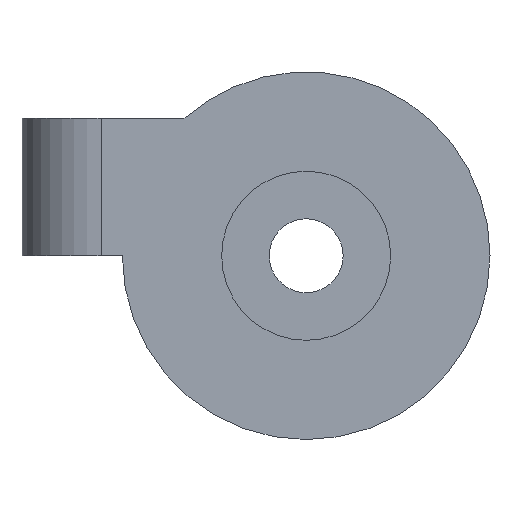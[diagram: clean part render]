
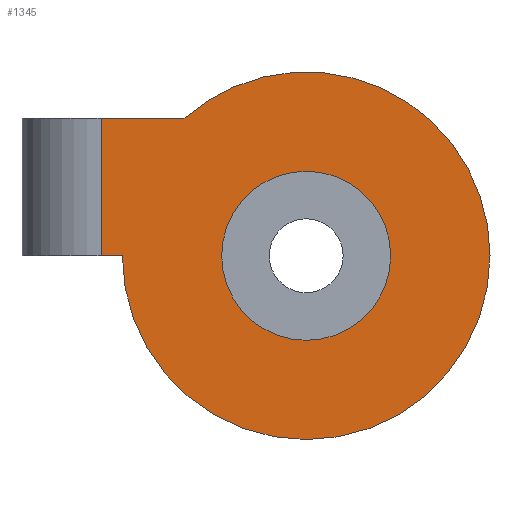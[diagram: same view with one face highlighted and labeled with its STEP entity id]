
A CAD part, front view. The second image highlights one B-rep face of the part: STEP entity #1345.
In plain terms, the highlighted planar face has unit normal (0, -1, 0).
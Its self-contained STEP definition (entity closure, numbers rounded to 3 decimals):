
#44 = PLANE('',#45);
#45 = AXIS2_PLACEMENT_3D('',#46,#47,#48);
#46 = CARTESIAN_POINT('',(132.132,-292.,54.5));
#47 = DIRECTION('',(0.,0.,1.));
#48 = DIRECTION('',(1.,0.,0.));
#323 = VERTEX_POINT('',#324);
#324 = CARTESIAN_POINT('',(138.435,-299.5,54.5));
#338 = CYLINDRICAL_SURFACE('',#339,17.4);
#339 = AXIS2_PLACEMENT_3D('',#340,#341,#342);
#340 = CARTESIAN_POINT('',(150.,-284.5,41.5));
#341 = DIRECTION('',(0.,1.,0.));
#342 = DIRECTION('',(1.,0.,0.));
#408 = VERTEX_POINT('',#409);
#409 = CARTESIAN_POINT('',(130.6,-299.5,54.5));
#424 = CYLINDRICAL_SURFACE('',#425,7.5);
#425 = AXIS2_PLACEMENT_3D('',#426,#427,#428);
#426 = CARTESIAN_POINT('',(130.6,-292.,41.5));
#427 = DIRECTION('',(0.,0.,-1.));
#428 = DIRECTION('',(1.,0.,0.));
#436 = EDGE_CURVE('',#323,#408,#437,.T.);
#437 = SURFACE_CURVE('',#438,(#442,#449),.PCURVE_S1.);
#438 = LINE('',#439,#440);
#439 = CARTESIAN_POINT('',(132.6,-299.5,54.5));
#440 = VECTOR('',#441,1.);
#441 = DIRECTION('',(-1.,0.,0.));
#442 = PCURVE('',#44,#443);
#443 = DEFINITIONAL_REPRESENTATION('',(#444),#448);
#444 = LINE('',#445,#446);
#445 = CARTESIAN_POINT('',(0.468,-7.5));
#446 = VECTOR('',#447,1.);
#447 = DIRECTION('',(-1.,0.));
#448 = ( GEOMETRIC_REPRESENTATION_CONTEXT(2) 
PARAMETRIC_REPRESENTATION_CONTEXT() REPRESENTATION_CONTEXT('2D SPACE',''
  ) );
#449 = PCURVE('',#450,#455);
#450 = PLANE('',#451);
#451 = AXIS2_PLACEMENT_3D('',#452,#453,#454);
#452 = CARTESIAN_POINT('',(148.242,-299.5,42.635));
#453 = DIRECTION('',(0.,-1.,0.));
#454 = DIRECTION('',(1.,0.,0.));
#455 = DEFINITIONAL_REPRESENTATION('',(#456),#460);
#456 = LINE('',#457,#458);
#457 = CARTESIAN_POINT('',(-15.642,11.865));
#458 = VECTOR('',#459,1.);
#459 = DIRECTION('',(-1.,0.));
#460 = ( GEOMETRIC_REPRESENTATION_CONTEXT(2) 
PARAMETRIC_REPRESENTATION_CONTEXT() REPRESENTATION_CONTEXT('2D SPACE',''
  ) );
#998 = VERTEX_POINT('',#999);
#999 = CARTESIAN_POINT('',(132.6,-299.5,41.5));
#1015 = PLANE('',#1016);
#1016 = AXIS2_PLACEMENT_3D('',#1017,#1018,#1019);
#1017 = CARTESIAN_POINT('',(131.924,-292.,41.5));
#1018 = DIRECTION('',(0.,0.,1.));
#1019 = DIRECTION('',(1.,0.,0.));
#1027 = EDGE_CURVE('',#1028,#998,#1030,.T.);
#1028 = VERTEX_POINT('',#1029);
#1029 = CARTESIAN_POINT('',(167.4,-299.5,41.5));
#1030 = SURFACE_CURVE('',#1031,(#1036,#1043),.PCURVE_S1.);
#1031 = CIRCLE('',#1032,17.4);
#1032 = AXIS2_PLACEMENT_3D('',#1033,#1034,#1035);
#1033 = CARTESIAN_POINT('',(150.,-299.5,41.5));
#1034 = DIRECTION('',(0.,1.,0.));
#1035 = DIRECTION('',(1.,0.,0.));
#1036 = PCURVE('',#338,#1037);
#1037 = DEFINITIONAL_REPRESENTATION('',(#1038),#1042);
#1038 = LINE('',#1039,#1040);
#1039 = CARTESIAN_POINT('',(-6.283,-15.));
#1040 = VECTOR('',#1041,1.);
#1041 = DIRECTION('',(1.,-0.));
#1042 = ( GEOMETRIC_REPRESENTATION_CONTEXT(2) 
PARAMETRIC_REPRESENTATION_CONTEXT() REPRESENTATION_CONTEXT('2D SPACE',''
  ) );
#1043 = PCURVE('',#450,#1044);
#1044 = DEFINITIONAL_REPRESENTATION('',(#1045),#1053);
#1045 = ( BOUNDED_CURVE() B_SPLINE_CURVE(2,(#1046,#1047,#1048,#1049,
#1050,#1051,#1052),.UNSPECIFIED.,.T.,.F.) B_SPLINE_CURVE_WITH_KNOTS((1,2
    ,2,2,2,1),(-2.094,0.,2.094,4.189,
6.283,8.378),.UNSPECIFIED.) CURVE() 
GEOMETRIC_REPRESENTATION_ITEM() RATIONAL_B_SPLINE_CURVE((1.,0.5,1.,0.5,
1.,0.5,1.)) REPRESENTATION_ITEM('') );
#1046 = CARTESIAN_POINT('',(19.158,-1.135));
#1047 = CARTESIAN_POINT('',(19.158,-31.273));
#1048 = CARTESIAN_POINT('',(-6.942,-16.204));
#1049 = CARTESIAN_POINT('',(-33.042,-1.135));
#1050 = CARTESIAN_POINT('',(-6.942,13.934));
#1051 = CARTESIAN_POINT('',(19.158,29.003));
#1052 = CARTESIAN_POINT('',(19.158,-1.135));
#1053 = ( GEOMETRIC_REPRESENTATION_CONTEXT(2) 
PARAMETRIC_REPRESENTATION_CONTEXT() REPRESENTATION_CONTEXT('2D SPACE',''
  ) );
#1055 = EDGE_CURVE('',#323,#1028,#1056,.T.);
#1056 = SURFACE_CURVE('',#1057,(#1062,#1069),.PCURVE_S1.);
#1057 = CIRCLE('',#1058,17.4);
#1058 = AXIS2_PLACEMENT_3D('',#1059,#1060,#1061);
#1059 = CARTESIAN_POINT('',(150.,-299.5,41.5));
#1060 = DIRECTION('',(0.,1.,0.));
#1061 = DIRECTION('',(1.,0.,0.));
#1062 = PCURVE('',#338,#1063);
#1063 = DEFINITIONAL_REPRESENTATION('',(#1064),#1068);
#1064 = LINE('',#1065,#1066);
#1065 = CARTESIAN_POINT('',(-12.566,-15.));
#1066 = VECTOR('',#1067,1.);
#1067 = DIRECTION('',(1.,-0.));
#1068 = ( GEOMETRIC_REPRESENTATION_CONTEXT(2) 
PARAMETRIC_REPRESENTATION_CONTEXT() REPRESENTATION_CONTEXT('2D SPACE',''
  ) );
#1069 = PCURVE('',#450,#1070);
#1070 = DEFINITIONAL_REPRESENTATION('',(#1071),#1079);
#1071 = ( BOUNDED_CURVE() B_SPLINE_CURVE(2,(#1072,#1073,#1074,#1075,
#1076,#1077,#1078),.UNSPECIFIED.,.T.,.F.) B_SPLINE_CURVE_WITH_KNOTS((1,2
    ,2,2,2,1),(-2.094,0.,2.094,4.189,
6.283,8.378),.UNSPECIFIED.) CURVE() 
GEOMETRIC_REPRESENTATION_ITEM() RATIONAL_B_SPLINE_CURVE((1.,0.5,1.,0.5,
1.,0.5,1.)) REPRESENTATION_ITEM('') );
#1072 = CARTESIAN_POINT('',(19.158,-1.135));
#1073 = CARTESIAN_POINT('',(19.158,-31.273));
#1074 = CARTESIAN_POINT('',(-6.942,-16.204));
#1075 = CARTESIAN_POINT('',(-33.042,-1.135));
#1076 = CARTESIAN_POINT('',(-6.942,13.934));
#1077 = CARTESIAN_POINT('',(19.158,29.003));
#1078 = CARTESIAN_POINT('',(19.158,-1.135));
#1079 = ( GEOMETRIC_REPRESENTATION_CONTEXT(2) 
PARAMETRIC_REPRESENTATION_CONTEXT() REPRESENTATION_CONTEXT('2D SPACE',''
  ) );
#1301 = EDGE_CURVE('',#1302,#408,#1304,.T.);
#1302 = VERTEX_POINT('',#1303);
#1303 = CARTESIAN_POINT('',(130.6,-299.5,41.5));
#1304 = SURFACE_CURVE('',#1305,(#1309,#1316),.PCURVE_S1.);
#1305 = LINE('',#1306,#1307);
#1306 = CARTESIAN_POINT('',(130.6,-299.5,41.5));
#1307 = VECTOR('',#1308,1.);
#1308 = DIRECTION('',(0.,0.,1.));
#1309 = PCURVE('',#424,#1310);
#1310 = DEFINITIONAL_REPRESENTATION('',(#1311),#1315);
#1311 = LINE('',#1312,#1313);
#1312 = CARTESIAN_POINT('',(-4.712,0.));
#1313 = VECTOR('',#1314,1.);
#1314 = DIRECTION('',(-0.,-1.));
#1315 = ( GEOMETRIC_REPRESENTATION_CONTEXT(2) 
PARAMETRIC_REPRESENTATION_CONTEXT() REPRESENTATION_CONTEXT('2D SPACE',''
  ) );
#1316 = PCURVE('',#450,#1317);
#1317 = DEFINITIONAL_REPRESENTATION('',(#1318),#1322);
#1318 = LINE('',#1319,#1320);
#1319 = CARTESIAN_POINT('',(-17.642,-1.135));
#1320 = VECTOR('',#1321,1.);
#1321 = DIRECTION('',(0.,1.));
#1322 = ( GEOMETRIC_REPRESENTATION_CONTEXT(2) 
PARAMETRIC_REPRESENTATION_CONTEXT() REPRESENTATION_CONTEXT('2D SPACE',''
  ) );
#1345 = ADVANCED_FACE('',(#1346,#1373),#450,.T.);
#1346 = FACE_BOUND('',#1347,.T.);
#1347 = EDGE_LOOP('',(#1348,#1349,#1370,#1371,#1372));
#1348 = ORIENTED_EDGE('',*,*,#1301,.F.);
#1349 = ORIENTED_EDGE('',*,*,#1350,.T.);
#1350 = EDGE_CURVE('',#1302,#998,#1351,.T.);
#1351 = SURFACE_CURVE('',#1352,(#1356,#1363),.PCURVE_S1.);
#1352 = LINE('',#1353,#1354);
#1353 = CARTESIAN_POINT('',(132.6,-299.5,41.5));
#1354 = VECTOR('',#1355,1.);
#1355 = DIRECTION('',(1.,0.,0.));
#1356 = PCURVE('',#450,#1357);
#1357 = DEFINITIONAL_REPRESENTATION('',(#1358),#1362);
#1358 = LINE('',#1359,#1360);
#1359 = CARTESIAN_POINT('',(-15.642,-1.135));
#1360 = VECTOR('',#1361,1.);
#1361 = DIRECTION('',(1.,0.));
#1362 = ( GEOMETRIC_REPRESENTATION_CONTEXT(2) 
PARAMETRIC_REPRESENTATION_CONTEXT() REPRESENTATION_CONTEXT('2D SPACE',''
  ) );
#1363 = PCURVE('',#1015,#1364);
#1364 = DEFINITIONAL_REPRESENTATION('',(#1365),#1369);
#1365 = LINE('',#1366,#1367);
#1366 = CARTESIAN_POINT('',(0.676,-7.5));
#1367 = VECTOR('',#1368,1.);
#1368 = DIRECTION('',(1.,0.));
#1369 = ( GEOMETRIC_REPRESENTATION_CONTEXT(2) 
PARAMETRIC_REPRESENTATION_CONTEXT() REPRESENTATION_CONTEXT('2D SPACE',''
  ) );
#1370 = ORIENTED_EDGE('',*,*,#1027,.F.);
#1371 = ORIENTED_EDGE('',*,*,#1055,.F.);
#1372 = ORIENTED_EDGE('',*,*,#436,.T.);
#1373 = FACE_BOUND('',#1374,.T.);
#1374 = EDGE_LOOP('',(#1375));
#1375 = ORIENTED_EDGE('',*,*,#1376,.F.);
#1376 = EDGE_CURVE('',#1377,#1377,#1379,.T.);
#1377 = VERTEX_POINT('',#1378);
#1378 = CARTESIAN_POINT('',(158.,-299.5,41.5));
#1379 = SURFACE_CURVE('',#1380,(#1385,#1392),.PCURVE_S1.);
#1380 = CIRCLE('',#1381,8.);
#1381 = AXIS2_PLACEMENT_3D('',#1382,#1383,#1384);
#1382 = CARTESIAN_POINT('',(150.,-299.5,41.5));
#1383 = DIRECTION('',(0.,-1.,0.));
#1384 = DIRECTION('',(1.,0.,0.));
#1385 = PCURVE('',#450,#1386);
#1386 = DEFINITIONAL_REPRESENTATION('',(#1387),#1391);
#1387 = CIRCLE('',#1388,8.);
#1388 = AXIS2_PLACEMENT_2D('',#1389,#1390);
#1389 = CARTESIAN_POINT('',(1.758,-1.135));
#1390 = DIRECTION('',(1.,0.));
#1391 = ( GEOMETRIC_REPRESENTATION_CONTEXT(2) 
PARAMETRIC_REPRESENTATION_CONTEXT() REPRESENTATION_CONTEXT('2D SPACE',''
  ) );
#1392 = PCURVE('',#1393,#1398);
#1393 = CYLINDRICAL_SURFACE('',#1394,8.);
#1394 = AXIS2_PLACEMENT_3D('',#1395,#1396,#1397);
#1395 = CARTESIAN_POINT('',(150.,-299.5,41.5));
#1396 = DIRECTION('',(0.,-1.,0.));
#1397 = DIRECTION('',(1.,0.,0.));
#1398 = DEFINITIONAL_REPRESENTATION('',(#1399),#1403);
#1399 = LINE('',#1400,#1401);
#1400 = CARTESIAN_POINT('',(0.,0.));
#1401 = VECTOR('',#1402,1.);
#1402 = DIRECTION('',(1.,0.));
#1403 = ( GEOMETRIC_REPRESENTATION_CONTEXT(2) 
PARAMETRIC_REPRESENTATION_CONTEXT() REPRESENTATION_CONTEXT('2D SPACE',''
  ) );
